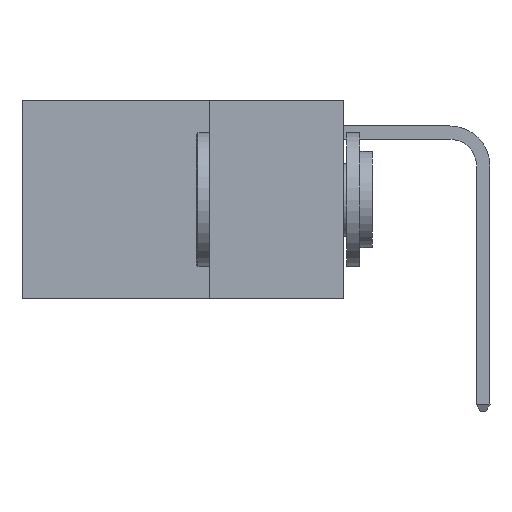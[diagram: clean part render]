
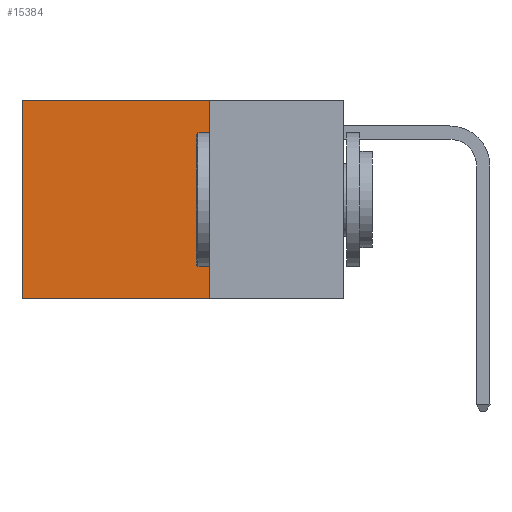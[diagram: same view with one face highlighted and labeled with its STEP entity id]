
A CAD part, left-side view. The second image highlights one B-rep face of the part: STEP entity #15384.
In plain terms, the highlighted planar face has unit normal (-1, 0, 0).
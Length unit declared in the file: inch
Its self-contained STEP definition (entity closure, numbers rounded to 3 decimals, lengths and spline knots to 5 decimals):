
#335 = ORIENTED_EDGE ( 'NONE', *, *, #379, .T. ) ;
#379 = EDGE_CURVE ( 'NONE', #8232, #2579, #7047, .T. ) ;
#864 = DIRECTION ( 'NONE',  ( 0., 1., 0. ) ) ;
#2100 = EDGE_CURVE ( 'NONE', #8232, #4191, #13727, .T. ) ;
#2171 = ORIENTED_EDGE ( 'NONE', *, *, #12856, .F. ) ;
#2238 = LINE ( 'NONE', #3992, #11496 ) ;
#2497 = CARTESIAN_POINT ( 'NONE',  ( 0.2625, 0.6, -0.37 ) ) ;
#2579 = VERTEX_POINT ( 'NONE', #14404 ) ;
#3523 = CARTESIAN_POINT ( 'NONE',  ( 0.2625, 0.25, -0.37 ) ) ;
#3992 = CARTESIAN_POINT ( 'NONE',  ( 0.2625, 0.6, 0. ) ) ;
#4191 = VERTEX_POINT ( 'NONE', #3523 ) ;
#4634 = DIRECTION ( 'NONE',  ( 0., 1., 0. ) ) ;
#5885 = CARTESIAN_POINT ( 'NONE',  ( 0.2625, 0.25, 0. ) ) ;
#7047 = LINE ( 'NONE', #14907, #13903 ) ;
#7093 = DIRECTION ( 'NONE',  ( 0., 0., -1. ) ) ;
#7414 = FACE_OUTER_BOUND ( 'NONE', #17316, .T. ) ;
#8232 = VERTEX_POINT ( 'NONE', #12283 ) ;
#11496 = VECTOR ( 'NONE', #7093, 39.37008 ) ;
#11756 = VECTOR ( 'NONE', #12163, 39.37008 ) ;
#12163 = DIRECTION ( 'NONE',  ( 0., 0., -1. ) ) ;
#12283 = CARTESIAN_POINT ( 'NONE',  ( 0.2625, 0.25, 0. ) ) ;
#12856 = EDGE_CURVE ( 'NONE', #4191, #16118, #19020, .T. ) ;
#13727 = LINE ( 'NONE', #5885, #11756 ) ;
#13903 = VECTOR ( 'NONE', #864, 39.37008 ) ;
#14404 = CARTESIAN_POINT ( 'NONE',  ( 0.2625, 0.6, 0. ) ) ;
#14907 = CARTESIAN_POINT ( 'NONE',  ( 0.2625, 0.25, 0. ) ) ;
#15384 = ADVANCED_FACE ( 'NONE', ( #7414 ), #17983, .F. ) ;
#16118 = VERTEX_POINT ( 'NONE', #2497 ) ;
#16329 = AXIS2_PLACEMENT_3D ( 'NONE', #18392, #18190, #19646 ) ;
#17003 = EDGE_CURVE ( 'NONE', #2579, #16118, #2238, .T. ) ;
#17316 = EDGE_LOOP ( 'NONE', ( #18342, #2171, #20092, #335 ) ) ;
#17320 = VECTOR ( 'NONE', #4634, 39.37008 ) ;
#17983 = PLANE ( 'NONE',  #16329 ) ;
#18190 = DIRECTION ( 'NONE',  ( 1., 0., 0. ) ) ;
#18342 = ORIENTED_EDGE ( 'NONE', *, *, #17003, .T. ) ;
#18392 = CARTESIAN_POINT ( 'NONE',  ( 0.2625, 0.25, 0. ) ) ;
#19020 = LINE ( 'NONE', #19116, #17320 ) ;
#19116 = CARTESIAN_POINT ( 'NONE',  ( 0.2625, 0.25, -0.37 ) ) ;
#19646 = DIRECTION ( 'NONE',  ( 0., 0., -1. ) ) ;
#20092 = ORIENTED_EDGE ( 'NONE', *, *, #2100, .F. ) ;
